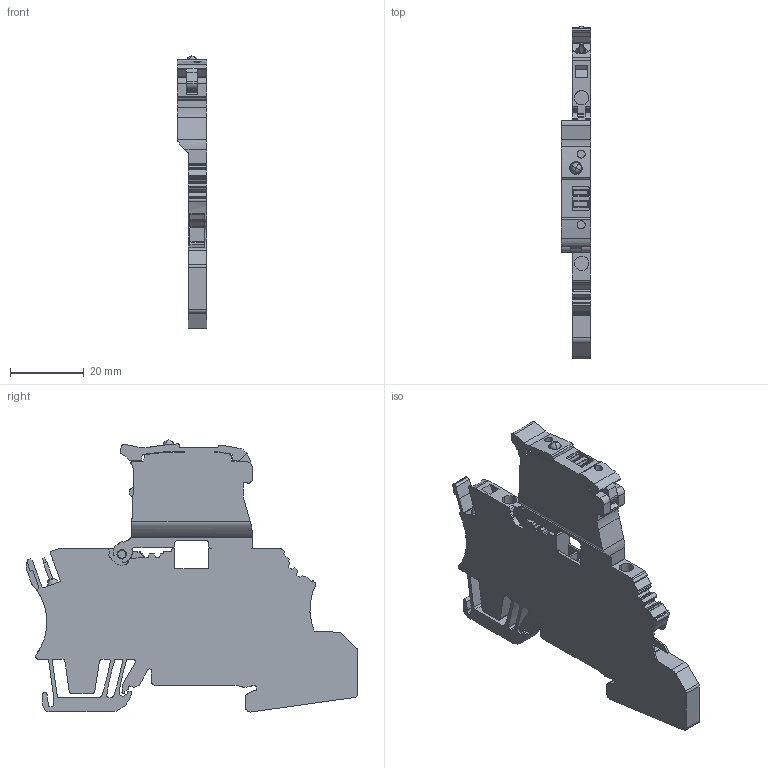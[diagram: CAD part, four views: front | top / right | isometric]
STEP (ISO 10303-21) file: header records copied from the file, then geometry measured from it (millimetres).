
FILE_DESCRIPTION(('CATIA V5 STEP Exchange','CAx-IF Rec.Pracs.--- Model Styling and Organization---1.4--- 2014-01-23'),'2;1');
FILE_NAME ('D1449543_0', '2020-04-28T03:52:24+00:00', ('none'), ('Weidmueller'), 'CATIA Version 5-6 Release 2016 SP3 HF44', 'CATIA V5 STEP AP214', 'none');
FILE_SCHEMA(('AUTOMOTIVE_DESIGN { 1 0 10303 214 1 1 1 1 }'));
Length unit declared in the file: millimetre
Products named in the file (1): 1162990000_WMF_2-5_FU_BLZ_10-36V_SW
Bounding box: 8.04 x 89.84 x 73.65 mm (x, y, z)
Volume: 18574.5 mm3; surface area: 12873.7 mm2
Topology: 2 solids, 2 shells, 684 faces, 2043 edges, 1365 vertices
Faces by surface type: cylinder 324, plane 317, extrusion 21, cone 10, torus 8, sphere 4
Entity records: 23394 total; most frequent: CARTESIAN_POINT 4979, ORIENTED_EDGE 4078, DIRECTION 3010, EDGE_CURVE 2039, VERTEX_POINT 1365, VECTOR 1261, LINE 1240, AXIS2_PLACEMENT_3D 1205
